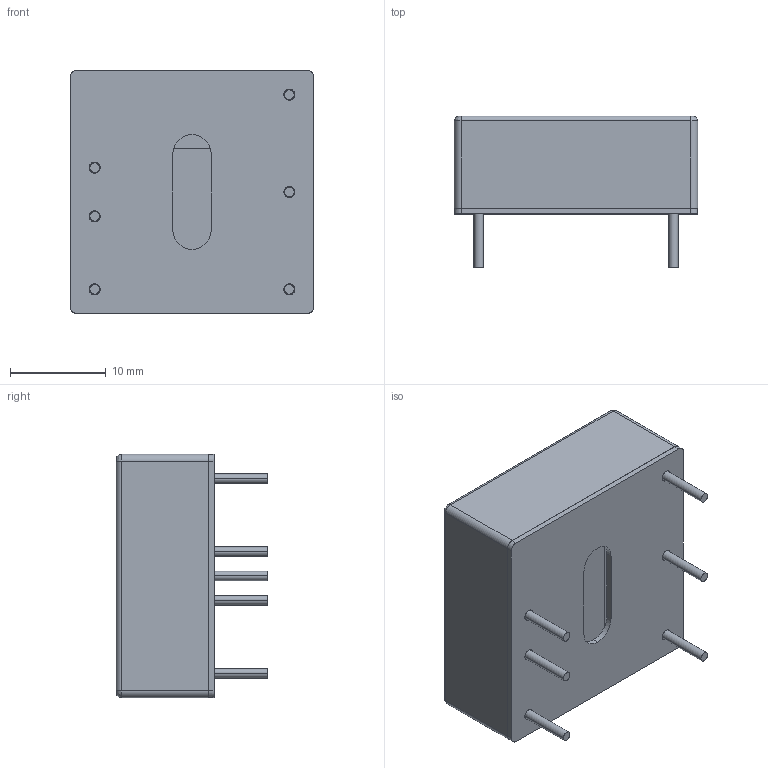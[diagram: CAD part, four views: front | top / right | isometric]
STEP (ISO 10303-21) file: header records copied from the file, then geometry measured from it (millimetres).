
FILE_DESCRIPTION (( 'STEP AP214' ), '1' );
FILE_NAME ('REC30K-S(D)Z_3D_V1.1.STEP', '2024-06-11T14:45:46', ( '' ), ( '' ), 'SwSTEP 2.0', 'SolidWorks 2021', '' );
FILE_SCHEMA (( 'AUTOMOTIVE_DESIGN' ));
Length unit declared in the file: millimetre
Products named in the file (3): REC30K-S(D)Z_3D_V1.1.STEP; REC30K-S(D)Z_3D_V1.1
Assembly tree (2 placements, depth 3):
  REC30K-S(D)Z_3D_V1.1
    REC30K-S(D)Z_3D_V1.1.STEP
      REC30K-S(D)Z_3D_V1.1.STEP
Bounding box: 25.4 x 15.8 x 25.4 mm (x, y, z)
Volume: 2968.6 mm3; surface area: 8340 mm2
Topology: 18 solids, 18 shells, 366 faces, 913 edges, 590 vertices
Faces by surface type: plane 177, cylinder 157, cone 20, sphere 8, bspline 4
Entity records: 11653 total; most frequent: CARTESIAN_POINT 2113, DIRECTION 1939, ORIENTED_EDGE 1802, EDGE_CURVE 901, AXIS2_PLACEMENT_3D 694, VERTEX_POINT 586, LINE 551, VECTOR 551
